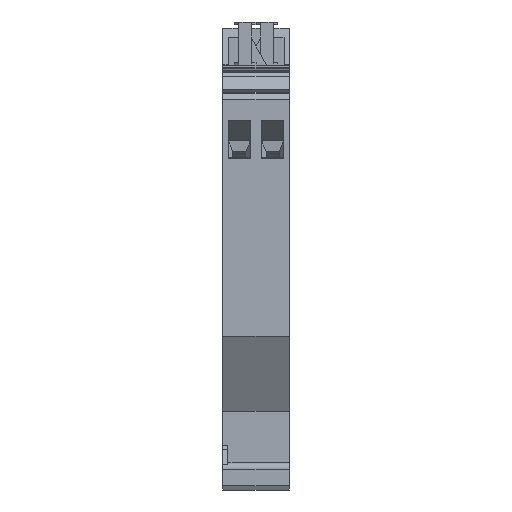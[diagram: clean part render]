
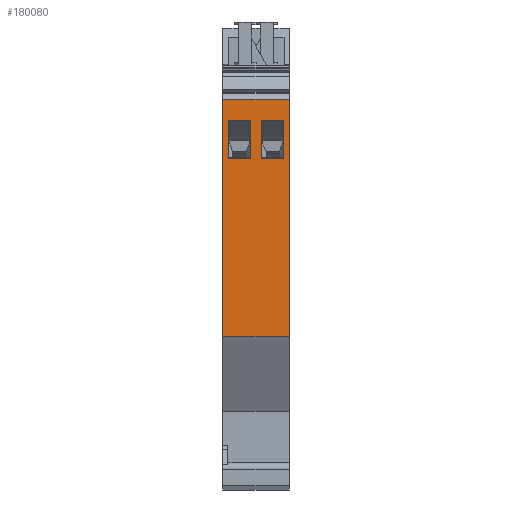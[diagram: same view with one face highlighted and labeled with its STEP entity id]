
A CAD part, front view. The second image highlights one B-rep face of the part: STEP entity #180080.
In plain terms, the highlighted planar face has unit normal (0, -1, 0).
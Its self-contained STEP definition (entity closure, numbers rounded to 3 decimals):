
#1910=CARTESIAN_POINT('',(12.3,0.,
28.4));
#1920=VERTEX_POINT('',#1910);
#1950=CARTESIAN_POINT('',(12.3,0.,
26.134));
#1960=DIRECTION('',(0.,0.,1.));
#1970=VECTOR('',#1960,1.);
#1980=LINE('',#1950,#1970);
#1990=CARTESIAN_POINT('',(12.3,0.,
72.132));
#2000=VERTEX_POINT('',#1990);
#2010=EDGE_CURVE('',#1920,#2000,#1980,.T.);
#12000=CARTESIAN_POINT('',(-0.05,0.,
72.132));
#12010=VERTEX_POINT('',#12000);
#12040=CARTESIAN_POINT('',(-0.05,0.,
23.929));
#12050=DIRECTION('',(0.,0.,1.));
#12060=VECTOR('',#12050,1.);
#12070=LINE('',#12040,#12060);
#12080=CARTESIAN_POINT('',(-0.05,0.,
28.4));
#12090=VERTEX_POINT('',#12080);
#12100=EDGE_CURVE('',#12090,#12010,#12070,.T.);
#13380=CARTESIAN_POINT('',(7.15,0.,
23.929));
#13390=DIRECTION('',(0.,0.,-1.));
#13400=VECTOR('',#13390,1.);
#13410=LINE('',#13380,#13400);
#13420=CARTESIAN_POINT('',(7.15,0.,
68.296));
#13430=VERTEX_POINT('',#13420);
#13440=CARTESIAN_POINT('',(7.15,0.,
61.235));
#13450=VERTEX_POINT('',#13440);
#13460=EDGE_CURVE('',#13430,#13450,#13410,.T.);
#14300=CARTESIAN_POINT('',(-1.05,0.,
28.4));
#14310=DIRECTION('',(1.,0.,0.));
#14320=VECTOR('',#14310,1.);
#14330=LINE('',#14300,#14320);
#14340=EDGE_CURVE('',#12090,#1920,#14330,.T.);
#23840=CARTESIAN_POINT('',(-1.05,0.,
72.132));
#23850=DIRECTION('',(-1.,0.,0.));
#23860=VECTOR('',#23850,1.);
#23870=LINE('',#23840,#23860);
#23880=EDGE_CURVE('',#2000,#12010,#23870,.T.);
#106290=CARTESIAN_POINT('',(1.,0.,
23.929));
#106300=DIRECTION('',(0.,0.,-1.));
#106310=VECTOR('',#106300,1.);
#106320=LINE('',#106290,#106310);
#106330=CARTESIAN_POINT('',(1.,0.,
68.296));
#106340=VERTEX_POINT('',#106330);
#106350=CARTESIAN_POINT('',(1.,0.,
61.235));
#106360=VERTEX_POINT('',#106350);
#106370=EDGE_CURVE('',#106340,#106360,#106320,.T.);
#107670=CARTESIAN_POINT('',(5.1,0.,
68.296));
#107680=VERTEX_POINT('',#107670);
#107710=CARTESIAN_POINT('',(5.1,0.,
23.929));
#107720=DIRECTION('',(0.,0.,-1.));
#107730=VECTOR('',#107720,1.);
#107740=LINE('',#107710,#107730);
#107750=CARTESIAN_POINT('',(5.1,0.,
61.235));
#107760=VERTEX_POINT('',#107750);
#107770=EDGE_CURVE('',#107680,#107760,#107740,.T.);
#108470=CARTESIAN_POINT('',(-1.05,0.,
68.296));
#108480=DIRECTION('',(-1.,0.,0.));
#108490=VECTOR('',#108480,1.);
#108500=LINE('',#108470,#108490);
#108510=EDGE_CURVE('',#107680,#106340,#108500,.T.);
#111850=CARTESIAN_POINT('',(11.25,0.,68.296)
);
#111860=VERTEX_POINT('',#111850);
#111980=CARTESIAN_POINT('',(-1.05,0.,
68.296));
#111990=DIRECTION('',(-1.,0.,0.));
#112000=VECTOR('',#111990,1.);
#112010=LINE('',#111980,#112000);
#112020=EDGE_CURVE('',#111860,#13430,#112010,.T.);
#143460=CARTESIAN_POINT('',(0.,0.,61.235));
#143470=DIRECTION('',(1.,0.,0.));
#143480=VECTOR('',#143470,1.);
#143490=LINE('',#143460,#143480);
#143500=CARTESIAN_POINT('',(11.25,0.,61.235)
);
#143510=VERTEX_POINT('',#143500);
#143520=EDGE_CURVE('',#13450,#143510,#143490,.T.);
#156840=CARTESIAN_POINT('',(11.25,0.,23.929)
);
#156850=DIRECTION('',(0.,0.,-1.));
#156860=VECTOR('',#156850,1.);
#156870=LINE('',#156840,#156860);
#156880=EDGE_CURVE('',#111860,#143510,#156870,.T.);
#157330=EDGE_CURVE('',#106360,#107760,#143490,.T.);
#179850=CARTESIAN_POINT('',(12.3,0.,
28.856));
#179860=DIRECTION('',(0.,1.,0.));
#179870=DIRECTION('',(0.,0.,-1.));
#179880=AXIS2_PLACEMENT_3D('',#179850,#179860,#179870);
#179890=PLANE('',#179880);
#179900=ORIENTED_EDGE('',*,*,#14340,.T.);
#179910=ORIENTED_EDGE('',*,*,#12100,.F.);
#179920=ORIENTED_EDGE('',*,*,#23880,.T.);
#179930=ORIENTED_EDGE('',*,*,#2010,.T.);
#179940=EDGE_LOOP('',(#179930,#179920,#179910,#179900));
#179950=FACE_OUTER_BOUND('',#179940,.T.);
#179960=ORIENTED_EDGE('',*,*,#107770,.T.);
#179970=ORIENTED_EDGE('',*,*,#108510,.F.);
#179980=ORIENTED_EDGE('',*,*,#106370,.F.);
#179990=ORIENTED_EDGE('',*,*,#157330,.F.);
#180000=EDGE_LOOP('',(#179990,#179980,#179970,#179960));
#180010=FACE_BOUND('',#180000,.T.);
#180020=ORIENTED_EDGE('',*,*,#156880,.T.);
#180030=ORIENTED_EDGE('',*,*,#112020,.F.);
#180040=ORIENTED_EDGE('',*,*,#13460,.F.);
#180050=ORIENTED_EDGE('',*,*,#143520,.F.);
#180060=EDGE_LOOP('',(#180050,#180040,#180030,#180020));
#180070=FACE_BOUND('',#180060,.T.);
#180080=ADVANCED_FACE('',(#179950,#180010,#180070),#179890,.F.);
